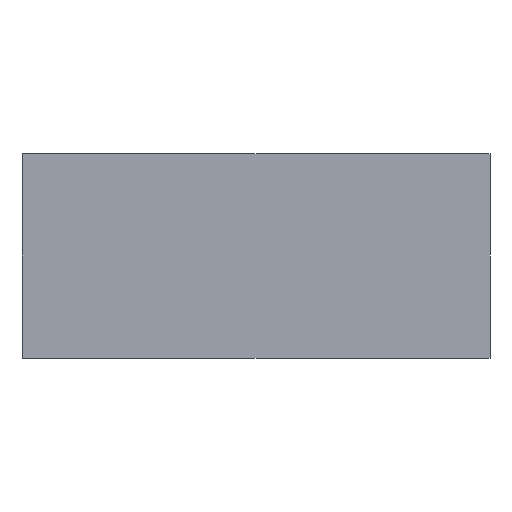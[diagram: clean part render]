
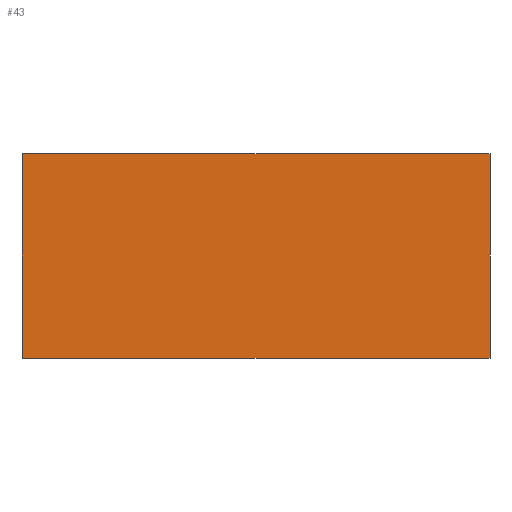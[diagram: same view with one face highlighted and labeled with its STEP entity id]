
A CAD part, front view. The second image highlights one B-rep face of the part: STEP entity #43.
In plain terms, the highlighted planar face has unit normal (0, -1, 0).
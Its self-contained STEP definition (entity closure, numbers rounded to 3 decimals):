
#5 = ORIENTED_EDGE ( 'NONE', *, *, #59, .F. ) ;
#15 = CARTESIAN_POINT ( 'NONE',  ( -79., -10., 69. ) ) ;
#16 = VERTEX_POINT ( 'NONE', #67 ) ;
#23 = VECTOR ( 'NONE', #254, 1000. ) ;
#29 = ORIENTED_EDGE ( 'NONE', *, *, #242, .T. ) ;
#36 = DIRECTION ( 'NONE',  ( 0., 0., 1. ) ) ;
#39 = FACE_OUTER_BOUND ( 'NONE', #230, .T. ) ;
#43 = ADVANCED_FACE ( 'NONE', ( #39 ), #243, .F. ) ;
#55 = ORIENTED_EDGE ( 'NONE', *, *, #167, .T. ) ;
#59 = EDGE_CURVE ( 'NONE', #85, #16, #72, .T. ) ;
#66 = DIRECTION ( 'NONE',  ( 1., 0., 0. ) ) ;
#67 = CARTESIAN_POINT ( 'NONE',  ( 79., -10., 69. ) ) ;
#71 = CARTESIAN_POINT ( 'NONE',  ( 79., -10., 69. ) ) ;
#72 = LINE ( 'NONE', #15, #95 ) ;
#85 = VERTEX_POINT ( 'NONE', #155 ) ;
#95 = VECTOR ( 'NONE', #66, 1000. ) ;
#97 = CARTESIAN_POINT ( 'NONE',  ( -79., -10., 69. ) ) ;
#121 = VERTEX_POINT ( 'NONE', #180 ) ;
#122 = CARTESIAN_POINT ( 'NONE',  ( -79., -10., 0. ) ) ;
#136 = DIRECTION ( 'NONE',  ( 0., 1., 0. ) ) ;
#154 = CARTESIAN_POINT ( 'NONE',  ( -79., -10., 69. ) ) ;
#155 = CARTESIAN_POINT ( 'NONE',  ( -79., -10., 69. ) ) ;
#157 = EDGE_CURVE ( 'NONE', #16, #263, #184, .T. ) ;
#159 = DIRECTION ( 'NONE',  ( 0., 0., -1. ) ) ;
#165 = CARTESIAN_POINT ( 'NONE',  ( 79., -10., 0. ) ) ;
#167 = EDGE_CURVE ( 'NONE', #121, #263, #179, .T. ) ;
#168 = LINE ( 'NONE', #97, #23 ) ;
#172 = ORIENTED_EDGE ( 'NONE', *, *, #157, .F. ) ;
#179 = LINE ( 'NONE', #122, #268 ) ;
#180 = CARTESIAN_POINT ( 'NONE',  ( -79., -10., 0. ) ) ;
#184 = LINE ( 'NONE', #71, #299 ) ;
#205 = DIRECTION ( 'NONE',  ( 1., 0., 0. ) ) ;
#209 = AXIS2_PLACEMENT_3D ( 'NONE', #154, #136, #36 ) ;
#230 = EDGE_LOOP ( 'NONE', ( #55, #172, #5, #29 ) ) ;
#242 = EDGE_CURVE ( 'NONE', #85, #121, #168, .T. ) ;
#243 = PLANE ( 'NONE',  #209 ) ;
#254 = DIRECTION ( 'NONE',  ( 0., 0., -1. ) ) ;
#263 = VERTEX_POINT ( 'NONE', #165 ) ;
#268 = VECTOR ( 'NONE', #205, 1000. ) ;
#299 = VECTOR ( 'NONE', #159, 1000. ) ;
